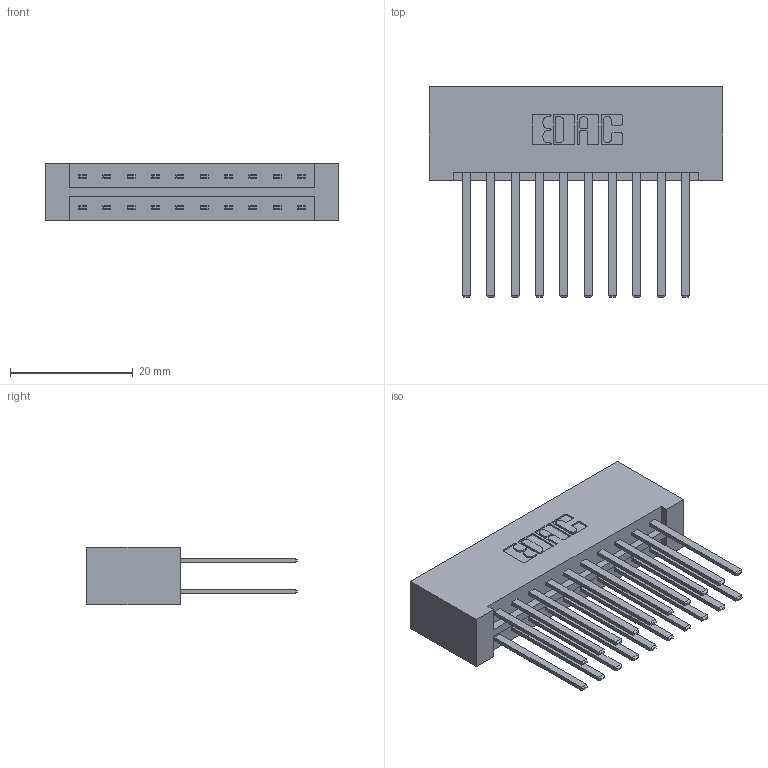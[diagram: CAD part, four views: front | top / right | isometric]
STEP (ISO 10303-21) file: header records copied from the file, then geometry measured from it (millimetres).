
FILE_DESCRIPTION (( 'STEP AP203' ), '1' );
FILE_NAME ('833-020-544-201.STEP', '2020-06-01T13:26:09', ( '' ), ( '' ), 'SwSTEP 2.0', 'SolidWorks 2020', '' );
FILE_SCHEMA (( 'CONFIG_CONTROL_DESIGN' ));
Length unit declared in the file: inch
Products named in the file (3): 833-020-544-201; 833 Part_Lugless; 345-292-001_345-293-144
Assembly tree (21 placements, depth 2):
  833-020-544-201
    833 Part_Lugless
    345-292-001_345-293-144  x20
Bounding box: 47.88 x 34.3 x 9.4 mm (x, y, z)
Volume: 5501.5 mm3; surface area: 7087.3 mm2
Topology: 21 solids, 21 shells, 1026 faces, 3027 edges, 1990 vertices
Faces by surface type: plane 706, cylinder 320
Entity records: 10111 total; most frequent: CARTESIAN_POINT 1710, ORIENTED_EDGE 1646, DIRECTION 1507, EDGE_CURVE 823, VECTOR 707, LINE 707, VERTEX_POINT 546, AXIS2_PLACEMENT_3D 400
